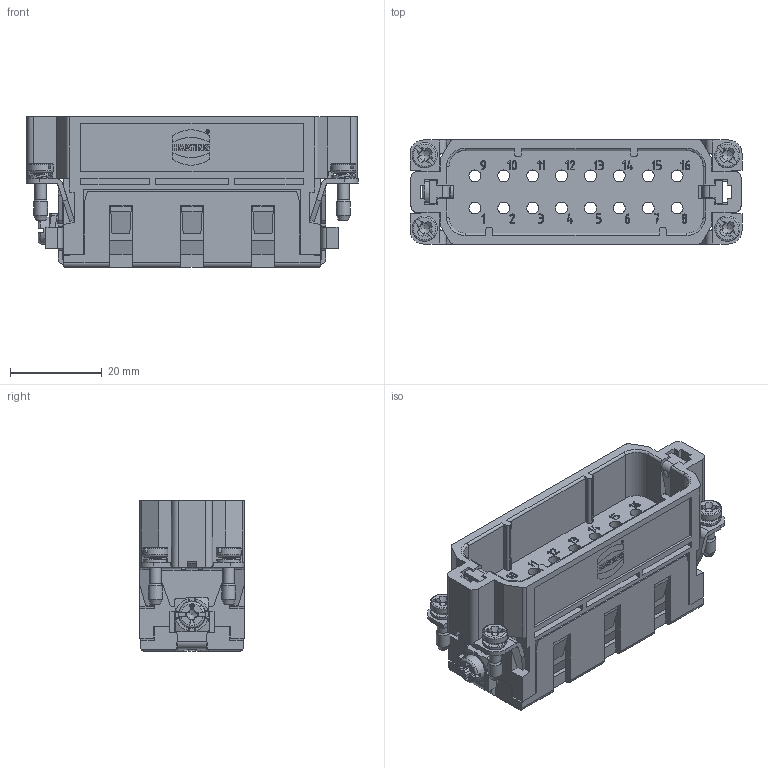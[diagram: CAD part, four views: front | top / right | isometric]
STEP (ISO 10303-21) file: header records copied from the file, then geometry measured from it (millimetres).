
FILE_DESCRIPTION(/* description */ (''),/* implementation_level */ '2;1');
FILE_NAME(/* name */ '100094964ugm000_c.stp',/* time_stamp */ '2017-10-24T08:30:01+02:00',/* author */ (''),/* organization */ (''),/* preprocessor_version */ 'ST-DEVELOPER v16',/* originating_system */ 'SIEMENS PLM Software NX 10.0',/* authorisation */ '');
FILE_SCHEMA (('AUTOMOTIVE_DESIGN { 1 0 10303 214 3 1 1 1 }'));
Products named in the file (1): 100094964ugm000_c
Bounding box: 72.4 x 22.8 x 32.9 mm (x, y, z)
Volume: 24891.9 mm3; surface area: 22690.8 mm2
Topology: 1 solids, 1 shells, 1443 faces, 3942 edges, 2615 vertices
Faces by surface type: plane 888, cylinder 229, bspline 127, extrusion 124, cone 59, torus 12, sphere 4
Full cylindrical faces by diameter (mm): 0.4 x2, 1.95 x2, 2 x2, 2.5 x4, 2.595 x4, 2.6 x16, 2.85 x1, 3 x5, 3.5 x1, 3.86 x2, 4.8 x16, 5.5 x4
Entity records: 62583 total; most frequent: CARTESIAN_POINT 17890, ORIENTED_EDGE 7602, DIRECTION 6229, EDGE_CURVE 3801, VERTEX_POINT 2567, VECTOR 2421, LINE 2297, AXIS2_PLACEMENT_3D 1904
